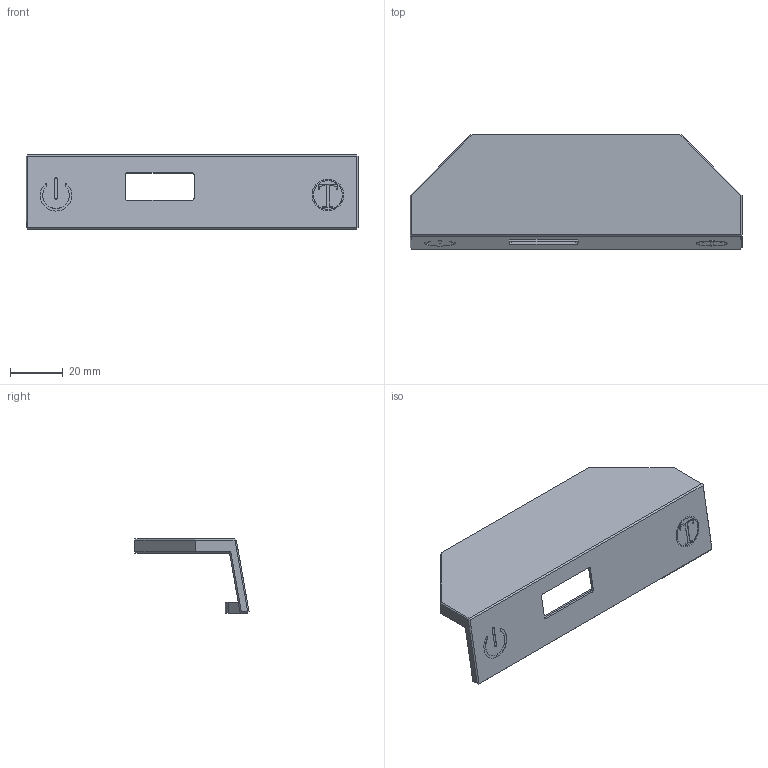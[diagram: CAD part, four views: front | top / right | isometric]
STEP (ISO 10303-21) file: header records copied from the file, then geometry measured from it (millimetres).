
FILE_DESCRIPTION(/* description */ (''),/* implementation_level */ '2;1');
FILE_NAME(/* name */ 'Cover top.step',/* time_stamp */ '2025-11-17T04:55:53-06:00',/* author */ (''),/* organization */ (''),/* preprocessor_version */ 'ST-DEVELOPER v20.1',/* originating_system */ 'Autodesk Translation Framework v14.21.0.0',/* authorisation */ '');
FILE_SCHEMA (('AUTOMOTIVE_DESIGN { 1 0 10303 214 3 1 1 }'));
Length unit declared in the file: millimetre
Products named in the file (1): Cover top
Bounding box: 125.47 x 43.1 x 28.09 mm (x, y, z)
Volume: 27034.6 mm3; surface area: 17196.7 mm2
Topology: 1 solids, 1 shells, 146 faces, 376 edges, 244 vertices
Faces by surface type: plane 98, cylinder 25, bspline 23
Full cylindrical faces by diameter (mm): 1.6 x3, 4.7 x6, 11 x1, 12 x1
Entity records: 4469 total; most frequent: CARTESIAN_POINT 974, ORIENTED_EDGE 752, DIRECTION 636, EDGE_CURVE 376, LINE 272, VECTOR 272, VERTEX_POINT 244, AXIS2_PLACEMENT_3D 182
